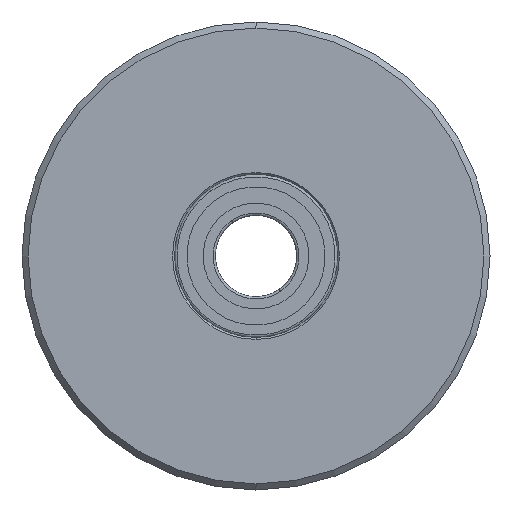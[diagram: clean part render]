
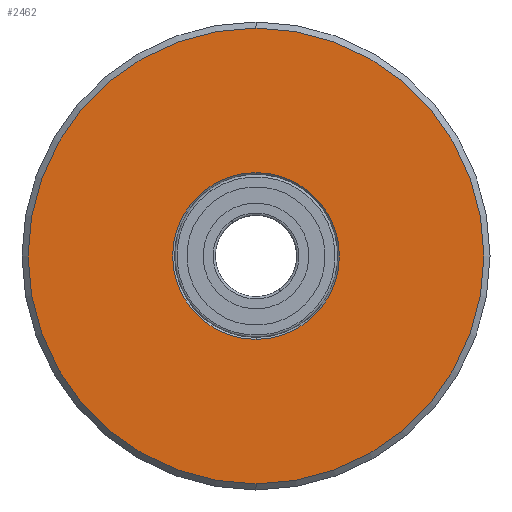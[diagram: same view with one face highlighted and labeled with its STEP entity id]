
A CAD part, left-side view. The second image highlights one B-rep face of the part: STEP entity #2462.
In plain terms, the highlighted planar face has unit normal (-1, 0, 0).
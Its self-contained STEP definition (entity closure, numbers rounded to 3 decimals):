
#58 = DIRECTION ( 'NONE',  ( 1., 0., 0. ) ) ;
#213 = CIRCLE ( 'NONE', #522, 112. ) ;
#284 = AXIS2_PLACEMENT_3D ( 'NONE', #4515, #1864, #3129 ) ;
#292 = CARTESIAN_POINT ( 'NONE',  ( -31., 0., 0. ) ) ;
#321 = EDGE_LOOP ( 'NONE', ( #1313, #1402 ) ) ;
#389 = ORIENTED_EDGE ( 'NONE', *, *, #4177, .T. ) ;
#466 = EDGE_LOOP ( 'NONE', ( #389, #1715 ) ) ;
#474 = CIRCLE ( 'NONE', #841, 41. ) ;
#522 = AXIS2_PLACEMENT_3D ( 'NONE', #1711, #4182, #4654 ) ;
#699 = DIRECTION ( 'NONE',  ( 1., 0., 0. ) ) ;
#737 = DIRECTION ( 'NONE',  ( 0., 0., -1. ) ) ;
#787 = CARTESIAN_POINT ( 'NONE',  ( -31., 0., 0. ) ) ;
#805 = CIRCLE ( 'NONE', #4699, 41. ) ;
#827 = AXIS2_PLACEMENT_3D ( 'NONE', #787, #879, #2239 ) ;
#841 = AXIS2_PLACEMENT_3D ( 'NONE', #292, #699, #737 ) ;
#879 = DIRECTION ( 'NONE',  ( -1., 0., 0. ) ) ;
#1164 = CARTESIAN_POINT ( 'NONE',  ( -31., 0., 0. ) ) ;
#1313 = ORIENTED_EDGE ( 'NONE', *, *, #2013, .T. ) ;
#1402 = ORIENTED_EDGE ( 'NONE', *, *, #2266, .T. ) ;
#1428 = VERTEX_POINT ( 'NONE', #3510 ) ;
#1605 = PLANE ( 'NONE',  #284 ) ;
#1711 = CARTESIAN_POINT ( 'NONE',  ( -31., 0., 0. ) ) ;
#1715 = ORIENTED_EDGE ( 'NONE', *, *, #2382, .T. ) ;
#1864 = DIRECTION ( 'NONE',  ( 1., 0., 0. ) ) ;
#1953 = DIRECTION ( 'NONE',  ( 0., 0., -1. ) ) ;
#2009 = CARTESIAN_POINT ( 'NONE',  ( -31., 0., -112. ) ) ;
#2013 = EDGE_CURVE ( 'NONE', #3593, #4041, #2493, .T. ) ;
#2239 = DIRECTION ( 'NONE',  ( 0., 0., -1. ) ) ;
#2266 = EDGE_CURVE ( 'NONE', #4041, #3593, #213, .T. ) ;
#2382 = EDGE_CURVE ( 'NONE', #3201, #1428, #805, .T. ) ;
#2462 = ADVANCED_FACE ( 'NONE', ( #3786, #3742 ), #1605, .F. ) ;
#2493 = CIRCLE ( 'NONE', #827, 112. ) ;
#2689 = CARTESIAN_POINT ( 'NONE',  ( -31., 0., 112. ) ) ;
#3129 = DIRECTION ( 'NONE',  ( 0., 0., -1. ) ) ;
#3201 = VERTEX_POINT ( 'NONE', #3285 ) ;
#3285 = CARTESIAN_POINT ( 'NONE',  ( -31., 0., -41. ) ) ;
#3510 = CARTESIAN_POINT ( 'NONE',  ( -31., 0., 41. ) ) ;
#3593 = VERTEX_POINT ( 'NONE', #2009 ) ;
#3742 = FACE_OUTER_BOUND ( 'NONE', #321, .T. ) ;
#3786 = FACE_BOUND ( 'NONE', #466, .T. ) ;
#4041 = VERTEX_POINT ( 'NONE', #2689 ) ;
#4177 = EDGE_CURVE ( 'NONE', #1428, #3201, #474, .T. ) ;
#4182 = DIRECTION ( 'NONE',  ( -1., 0., 0. ) ) ;
#4515 = CARTESIAN_POINT ( 'NONE',  ( -31., 40., 0. ) ) ;
#4654 = DIRECTION ( 'NONE',  ( 0., 0., -1. ) ) ;
#4699 = AXIS2_PLACEMENT_3D ( 'NONE', #1164, #58, #1953 ) ;
